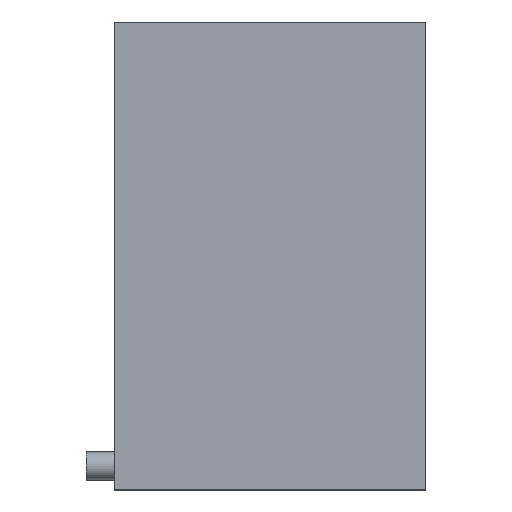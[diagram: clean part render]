
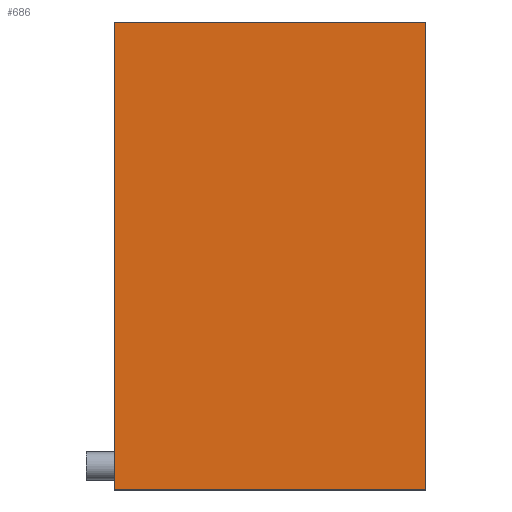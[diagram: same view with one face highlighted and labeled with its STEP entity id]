
A CAD part, top view. The second image highlights one B-rep face of the part: STEP entity #686.
In plain terms, the highlighted planar face has unit normal (0, 0, 1).
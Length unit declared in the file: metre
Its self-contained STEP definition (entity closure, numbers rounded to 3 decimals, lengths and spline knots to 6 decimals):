
#48=ORIENTED_EDGE('',*,*,#225,.F.);
#49=ORIENTED_EDGE('',*,*,#222,.T.);
#50=ORIENTED_EDGE('',*,*,#229,.T.);
#51=ORIENTED_EDGE('',*,*,#231,.F.);
#222=EDGE_CURVE('',#317,#316,#373,.T.);
#225=EDGE_CURVE('',#317,#319,#376,.T.);
#229=EDGE_CURVE('',#316,#321,#380,.T.);
#231=EDGE_CURVE('',#319,#321,#382,.T.);
#316=VERTEX_POINT('',#1011);
#317=VERTEX_POINT('',#1013);
#319=VERTEX_POINT('',#1019);
#321=VERTEX_POINT('',#1025);
#373=LINE('',#1012,#465);
#376=LINE('',#1018,#468);
#380=LINE('',#1026,#472);
#382=LINE('',#1029,#474);
#465=VECTOR('',#809,1.);
#468=VECTOR('',#814,1.);
#472=VECTOR('',#820,1.);
#474=VECTOR('',#824,1.);
#548=EDGE_LOOP('',(#48,#49,#50,#51));
#598=FACE_BOUND('',#548,.T.);
#643=PLANE('',#744);
#686=ADVANCED_FACE('',(#598),#643,.T.);
#744=AXIS2_PLACEMENT_3D('',#1030,#825,#826);
#809=DIRECTION('',(0.,-1.,0.));
#814=DIRECTION('',(1.,0.,0.));
#820=DIRECTION('',(1.,0.,0.));
#824=DIRECTION('',(0.,-1.,0.));
#825=DIRECTION('',(0.,0.,1.));
#826=DIRECTION('',(1.,0.,0.));
#1011=CARTESIAN_POINT('',(-0.516329,-0.041993,0.9144));
#1012=CARTESIAN_POINT('',(-0.516329,0.377107,0.9144));
#1013=CARTESIAN_POINT('',(-0.516329,0.796207,0.9144));
#1018=CARTESIAN_POINT('',(-0.236929,0.796207,0.9144));
#1019=CARTESIAN_POINT('',(0.042471,0.796207,0.9144));
#1025=CARTESIAN_POINT('',(0.042471,-0.041993,0.9144));
#1026=CARTESIAN_POINT('',(-0.236929,-0.041993,0.9144));
#1029=CARTESIAN_POINT('',(0.042471,0.377107,0.9144));
#1030=CARTESIAN_POINT('',(-0.236929,0.377107,0.9144));
